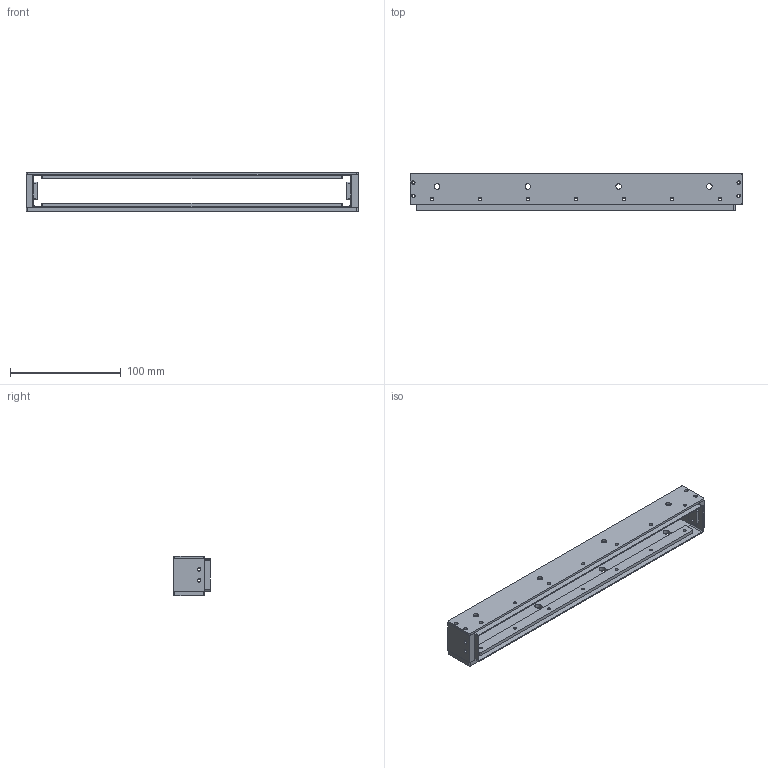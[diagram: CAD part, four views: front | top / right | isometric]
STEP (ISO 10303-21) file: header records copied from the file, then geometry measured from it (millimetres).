
FILE_DESCRIPTION (( 'STEP AP214' ), '1' );
FILE_NAME ('MultiRecoater.STEP', '2024-10-09T10:45:51', ( '' ), ( '' ), 'SwSTEP 2.0', 'SolidWorks 2024', '' );
FILE_SCHEMA (( 'AUTOMOTIVE_DESIGN' ));
Length unit declared in the file: millimetre
Products named in the file (1): MultiRecoater
Bounding box: 300 x 33 x 36 mm (x, y, z)
Volume: 84414.1 mm3; surface area: 79128.4 mm2
Topology: 9 solids, 9 shells, 258 faces, 696 edges, 456 vertices
Faces by surface type: cylinder 178, plane 80
Entity records: 8635 total; most frequent: DIRECTION 1570, CARTESIAN_POINT 1411, ORIENTED_EDGE 1392, EDGE_CURVE 696, AXIS2_PLACEMENT_3D 615, VERTEX_POINT 456, EDGE_LOOP 406, CIRCLE 356
